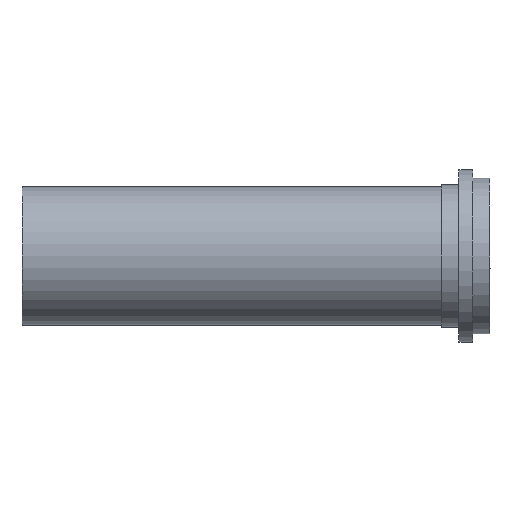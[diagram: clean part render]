
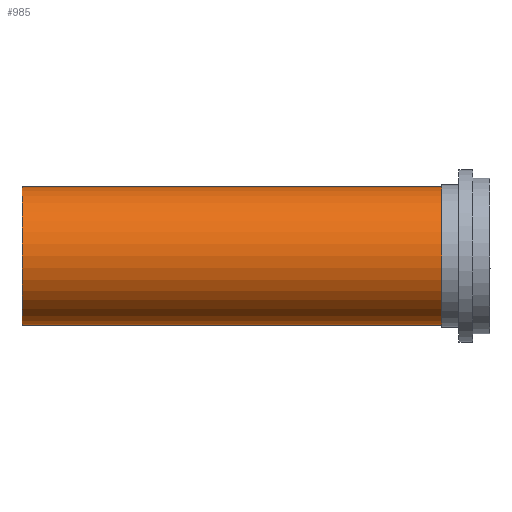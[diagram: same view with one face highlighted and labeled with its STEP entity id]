
A CAD part, left-side view. The second image highlights one B-rep face of the part: STEP entity #985.
In plain terms, the highlighted cylindrical face has radius 8 mm (diameter 16 mm), a partial arc.
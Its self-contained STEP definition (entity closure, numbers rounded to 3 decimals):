
#67 = ORIENTED_EDGE ( 'NONE', *, *, #2690, .F. ) ;
#133 = EDGE_CURVE ( 'NONE', #4335, #4954, #292, .T. ) ;
#292 = LINE ( 'NONE', #10822, #7452 ) ;
#703 = DIRECTION ( 'NONE',  ( 0., 1., 0. ) ) ;
#847 = CARTESIAN_POINT ( 'NONE',  ( 0., -4.4, 8. ) ) ;
#985 = ADVANCED_FACE ( 'NONE', ( #4903 ), #8479, .T. ) ;
#1331 = VERTEX_POINT ( 'NONE', #847 ) ;
#1714 = CARTESIAN_POINT ( 'NONE',  ( 0., 44.2, -8. ) ) ;
#2501 = DIRECTION ( 'NONE',  ( 0., 0., 1. ) ) ;
#2690 = EDGE_CURVE ( 'NONE', #1331, #4335, #2860, .T. ) ;
#2860 = CIRCLE ( 'NONE', #9663, 8. ) ;
#2929 = DIRECTION ( 'NONE',  ( 0., 1., 0. ) ) ;
#3555 = CARTESIAN_POINT ( 'NONE',  ( 0., 44.2, 8. ) ) ;
#3689 = DIRECTION ( 'NONE',  ( 0., 1., 0. ) ) ;
#4098 = EDGE_CURVE ( 'NONE', #4954, #4940, #9215, .T. ) ;
#4166 = LINE ( 'NONE', #7036, #7254 ) ;
#4335 = VERTEX_POINT ( 'NONE', #5594 ) ;
#4628 = CARTESIAN_POINT ( 'NONE',  ( 0., 44.2, 0. ) ) ;
#4903 = FACE_OUTER_BOUND ( 'NONE', #6854, .T. ) ;
#4940 = VERTEX_POINT ( 'NONE', #3555 ) ;
#4954 = VERTEX_POINT ( 'NONE', #1714 ) ;
#5594 = CARTESIAN_POINT ( 'NONE',  ( 0., -4.4, -8. ) ) ;
#5911 = DIRECTION ( 'NONE',  ( 0., -1., 0. ) ) ;
#6854 = EDGE_LOOP ( 'NONE', ( #10750, #67, #8589, #8739 ) ) ;
#7036 = CARTESIAN_POINT ( 'NONE',  ( 0., -34.967, 8. ) ) ;
#7254 = VECTOR ( 'NONE', #3689, 1000. ) ;
#7452 = VECTOR ( 'NONE', #2929, 1000. ) ;
#7561 = DIRECTION ( 'NONE',  ( 0., 0., 1. ) ) ;
#8479 = CYLINDRICAL_SURFACE ( 'NONE', #10765, 8. ) ;
#8589 = ORIENTED_EDGE ( 'NONE', *, *, #11230, .T. ) ;
#8739 = ORIENTED_EDGE ( 'NONE', *, *, #4098, .F. ) ;
#8856 = AXIS2_PLACEMENT_3D ( 'NONE', #4628, #10795, #10901 ) ;
#9215 = CIRCLE ( 'NONE', #8856, 8. ) ;
#9663 = AXIS2_PLACEMENT_3D ( 'NONE', #11262, #5911, #2501 ) ;
#10309 = CARTESIAN_POINT ( 'NONE',  ( 0., -34.967, 0. ) ) ;
#10750 = ORIENTED_EDGE ( 'NONE', *, *, #133, .F. ) ;
#10765 = AXIS2_PLACEMENT_3D ( 'NONE', #10309, #703, #7561 ) ;
#10795 = DIRECTION ( 'NONE',  ( 0., 1., 0. ) ) ;
#10822 = CARTESIAN_POINT ( 'NONE',  ( 0., -34.967, -8. ) ) ;
#10901 = DIRECTION ( 'NONE',  ( 0., 0., 1. ) ) ;
#11230 = EDGE_CURVE ( 'NONE', #1331, #4940, #4166, .T. ) ;
#11262 = CARTESIAN_POINT ( 'NONE',  ( 0., -4.4, 0. ) ) ;
